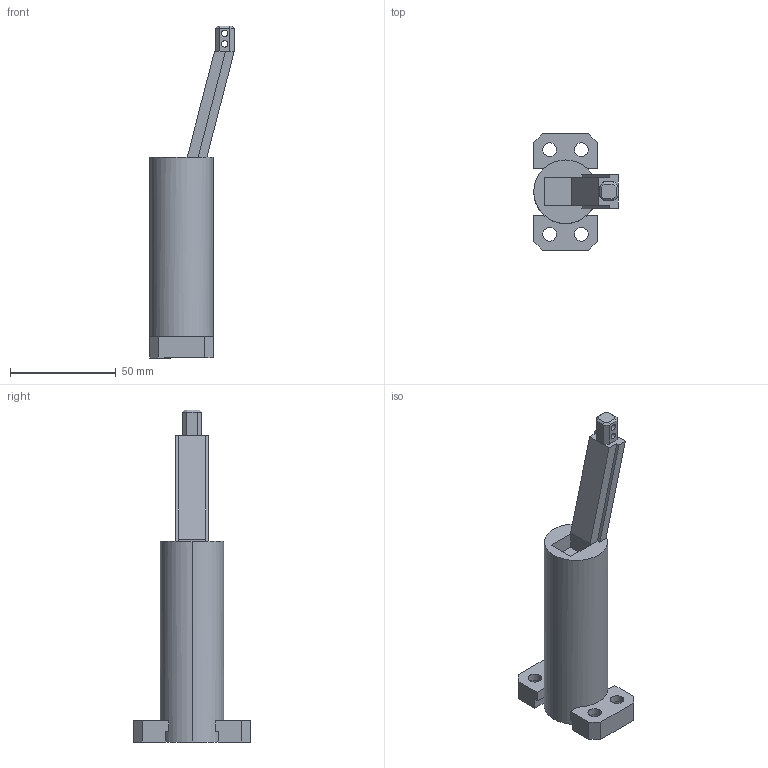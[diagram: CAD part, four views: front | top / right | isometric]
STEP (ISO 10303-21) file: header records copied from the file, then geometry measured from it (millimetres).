
FILE_DESCRIPTION (( 'STEP AP214' ), '1' );
FILE_NAME ('ŠJŽ¦—p_SR04_.STEP', '2017-07-12T05:27:06', ( '' ), ( '' ), 'SwSTEP 2.0', 'SolidWorks 2016', '' );
FILE_SCHEMA (( 'AUTOMOTIVE_DESIGN' ));
Length unit declared in the file: millimetre
Products named in the file (5): 開示用_SR04_01_Holder_; 開示用_SR04_03_Holdcore; 開示用_SR04_; 開示用_SR04_04_Keyblock; 開示用_SR04_02_Slidecore_
Assembly tree (4 placements, depth 2):
  開示用_SR04_
    開示用_SR04_01_Holder_
    開示用_SR04_02_Slidecore_
    開示用_SR04_03_Holdcore
    開示用_SR04_04_Keyblock
Bounding box: 39.93 x 55 x 157 mm (x, y, z)
Volume: 64610.1 mm3; surface area: 27028 mm2
Topology: 5 solids, 5 shells, 117 faces, 286 edges, 185 vertices
Faces by surface type: plane 87, cylinder 26, cone 4
Entity records: 4881 total; most frequent: DIRECTION 594, CARTESIAN_POINT 593, ORIENTED_EDGE 568, EDGE_CURVE 284, VECTOR 222, LINE 222, AXIS2_PLACEMENT_3D 186, VERTEX_POINT 185
